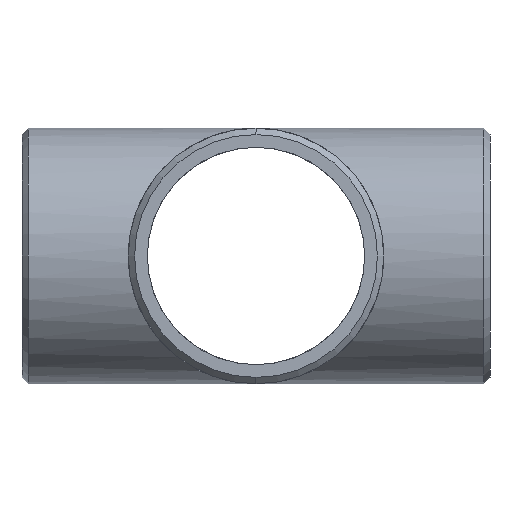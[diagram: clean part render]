
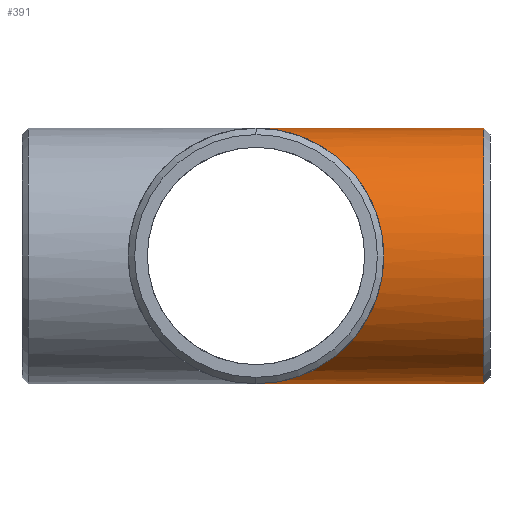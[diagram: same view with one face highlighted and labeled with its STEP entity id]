
A CAD part, left-side view. The second image highlights one B-rep face of the part: STEP entity #391.
In plain terms, the highlighted cylindrical face has radius 57.15 mm (diameter 114.3 mm), a partial arc.
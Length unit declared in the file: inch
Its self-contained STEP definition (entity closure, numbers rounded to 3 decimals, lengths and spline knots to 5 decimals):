
#28 = CARTESIAN_POINT ( 'NONE',  ( 0., 0., 2.25 ) ) ;
#46 = CARTESIAN_POINT ( 'NONE',  ( 0., -4.12, 0. ) ) ;
#59 = EDGE_LOOP ( 'NONE', ( #740, #257, #577, #674 ) ) ;
#94 = CARTESIAN_POINT ( 'NONE',  ( 0., -4.00767, 0. ) ) ;
#126 = EDGE_CURVE ( 'NONE', #307, #451, #332, .T. ) ;
#166 = CARTESIAN_POINT ( 'NONE',  ( 0., -4.12, 2.25 ) ) ;
#191 = EDGE_CURVE ( 'NONE', #307, #516, #603, .T. ) ;
#192 = CARTESIAN_POINT ( 'NONE',  ( 0., 0., -2.25 ) ) ;
#216 = CARTESIAN_POINT ( 'NONE',  ( -4.5, -4.5, 2.25 ) ) ;
#239 = DIRECTION ( 'NONE',  ( 0., 1., 0. ) ) ;
#247 = AXIS2_PLACEMENT_3D ( 'NONE', #46, #239, #484 ) ;
#250 = AXIS2_PLACEMENT_3D ( 'NONE', #94, #280, #345 ) ;
#257 = ORIENTED_EDGE ( 'NONE', *, *, #656, .T. ) ;
#266 = CARTESIAN_POINT ( 'NONE',  ( 0., -4.12, -2.25 ) ) ;
#278 = LINE ( 'NONE', #166, #519 ) ;
#280 = DIRECTION ( 'NONE',  ( 0., 1., 0. ) ) ;
#307 = VERTEX_POINT ( 'NONE', #553 ) ;
#332 = LINE ( 'NONE', #266, #423 ) ;
#345 = DIRECTION ( 'NONE',  ( 0., 0., -1. ) ) ;
#362 = CYLINDRICAL_SURFACE ( 'NONE', #247, 2.25 ) ;
#391 = ADVANCED_FACE ( 'NONE', ( #607 ), #362, .T. ) ;
#397 = VERTEX_POINT ( 'NONE', #433 ) ;
#423 = VECTOR ( 'NONE', #512, 39.37008 ) ;
#433 = CARTESIAN_POINT ( 'NONE',  ( 0., 0., 2.25 ) ) ;
#451 = VERTEX_POINT ( 'NONE', #192 ) ;
#459 = DIRECTION ( 'NONE',  ( 0., 1., 0. ) ) ;
#471 = CARTESIAN_POINT ( 'NONE',  ( 0., 0., -2.25 ) ) ;
#484 = DIRECTION ( 'NONE',  ( 0., 0., -1. ) ) ;
#512 = DIRECTION ( 'NONE',  ( 0., 1., 0. ) ) ;
#516 = VERTEX_POINT ( 'NONE', #685 ) ;
#519 = VECTOR ( 'NONE', #459, 39.37008 ) ;
#553 = CARTESIAN_POINT ( 'NONE',  ( 0., -4.00767, -2.25 ) ) ;
#574 =( BOUNDED_CURVE ( )  B_SPLINE_CURVE ( 3, ( #471, #725, #216, #28 ),
 .UNSPECIFIED., .F., .T. ) 
 B_SPLINE_CURVE_WITH_KNOTS ( ( 4, 4 ),
 ( 4.71239, 7.85398 ),
 .UNSPECIFIED. ) 
 CURVE ( )  GEOMETRIC_REPRESENTATION_ITEM ( )  RATIONAL_B_SPLINE_CURVE ( ( 1., 0.333, 0.333, 1. ) ) 
 REPRESENTATION_ITEM ( '' )  );
#577 = ORIENTED_EDGE ( 'NONE', *, *, #627, .F. ) ;
#603 = CIRCLE ( 'NONE', #250, 2.25 ) ;
#607 = FACE_OUTER_BOUND ( 'NONE', #59, .T. ) ;
#627 = EDGE_CURVE ( 'NONE', #451, #397, #574, .T. ) ;
#656 = EDGE_CURVE ( 'NONE', #516, #397, #278, .T. ) ;
#674 = ORIENTED_EDGE ( 'NONE', *, *, #126, .F. ) ;
#685 = CARTESIAN_POINT ( 'NONE',  ( 0., -4.00767, 2.25 ) ) ;
#725 = CARTESIAN_POINT ( 'NONE',  ( -4.5, -4.5, -2.25 ) ) ;
#740 = ORIENTED_EDGE ( 'NONE', *, *, #191, .T. ) ;
